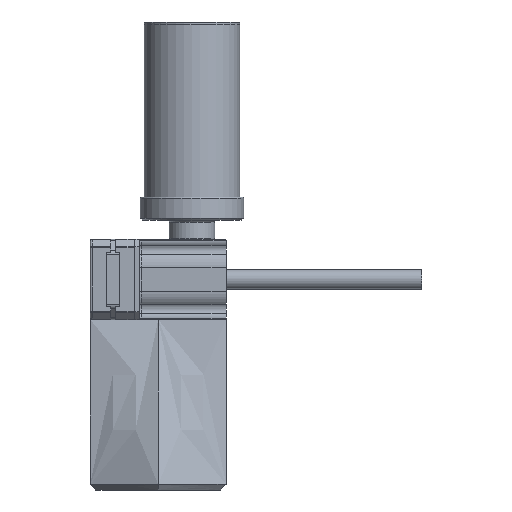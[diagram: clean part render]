
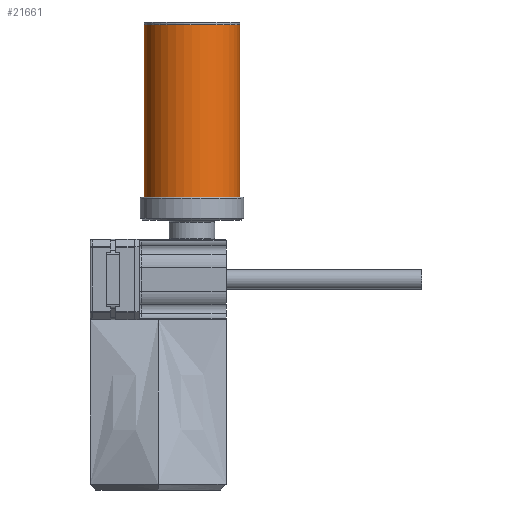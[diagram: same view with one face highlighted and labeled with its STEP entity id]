
A CAD part, front view. The second image highlights one B-rep face of the part: STEP entity #21661.
In plain terms, the highlighted cylindrical face has radius 25 mm (diameter 50 mm), a full revolution.
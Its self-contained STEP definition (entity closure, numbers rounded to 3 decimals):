
#1861=CYLINDRICAL_SURFACE('',#23544,25.);
#2571=FACE_OUTER_BOUND('',#3919,.T.);
#3919=EDGE_LOOP('',(#16160,#16161,#16162,#16163));
#5241=CIRCLE('',#23545,25.);
#5242=CIRCLE('',#23546,25.);
#5943=LINE('',#33072,#7590);
#7590=VECTOR('',#26332,25.);
#9380=VERTEX_POINT('',#33069);
#9381=VERTEX_POINT('',#33071);
#11881=EDGE_CURVE('',#9380,#9380,#5241,.T.);
#11882=EDGE_CURVE('',#9380,#9381,#5943,.T.);
#11883=EDGE_CURVE('',#9381,#9381,#5242,.T.);
#16160=ORIENTED_EDGE('',*,*,#11881,.F.);
#16161=ORIENTED_EDGE('',*,*,#11882,.T.);
#16162=ORIENTED_EDGE('',*,*,#11883,.T.);
#16163=ORIENTED_EDGE('',*,*,#11882,.F.);
#21661=ADVANCED_FACE('',(#2571),#1861,.T.);
#23544=AXIS2_PLACEMENT_3D('',#33068,#26328,#26329);
#23545=AXIS2_PLACEMENT_3D('',#33070,#26330,#26331);
#23546=AXIS2_PLACEMENT_3D('',#33073,#26333,#26334);
#26328=DIRECTION('center_axis',(0.,0.,1.));
#26329=DIRECTION('ref_axis',(1.,0.,0.));
#26330=DIRECTION('center_axis',(0.,0.,1.));
#26331=DIRECTION('ref_axis',(1.,0.,0.));
#26332=DIRECTION('',(0.,0.,-1.));
#26333=DIRECTION('center_axis',(0.,0.,1.));
#26334=DIRECTION('ref_axis',(1.,0.,0.));
#33068=CARTESIAN_POINT('Origin',(25.,0.,33.));
#33069=CARTESIAN_POINT('',(0.,0.,133.));
#33070=CARTESIAN_POINT('Origin',(25.,0.,133.));
#33071=CARTESIAN_POINT('',(0.,0.,33.));
#33072=CARTESIAN_POINT('',(0.,0.,33.));
#33073=CARTESIAN_POINT('Origin',(25.,0.,33.));
